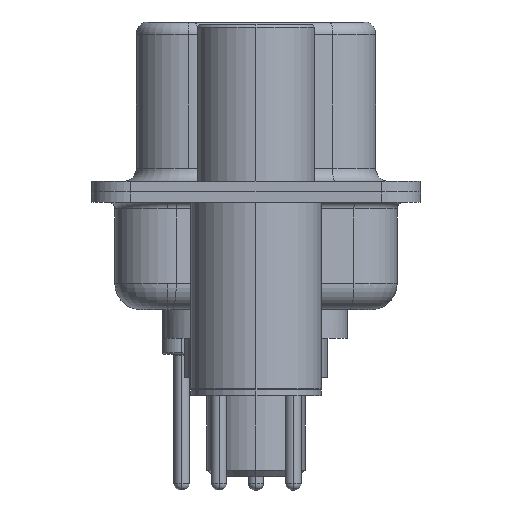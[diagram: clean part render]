
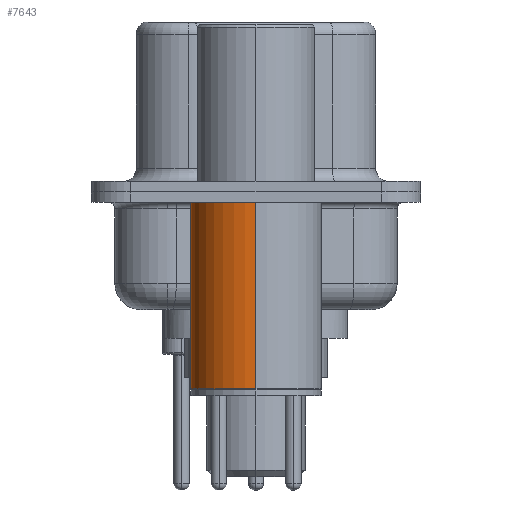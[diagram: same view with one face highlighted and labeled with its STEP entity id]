
A CAD part, left-side view. The second image highlights one B-rep face of the part: STEP entity #7643.
In plain terms, the highlighted cylindrical face has radius 2.5 mm (diameter 5 mm), a partial arc.
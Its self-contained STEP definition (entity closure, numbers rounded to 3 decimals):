
#34 = LINE ( 'NONE', #27349, #16778 ) ;
#212 = DIRECTION ( 'NONE',  ( 1., 0., 0. ) ) ;
#379 = CARTESIAN_POINT ( 'NONE',  ( 2.5, 0., 0.581 ) ) ;
#430 = VERTEX_POINT ( 'NONE', #859 ) ;
#859 = CARTESIAN_POINT ( 'NONE',  ( 2.5, 0., -7.525 ) ) ;
#4283 = CARTESIAN_POINT ( 'NONE',  ( -2.5, 0., -7.525 ) ) ;
#4461 = CARTESIAN_POINT ( 'NONE',  ( 0., 0., -7.525 ) ) ;
#5473 = FACE_OUTER_BOUND ( 'NONE', #18239, .T. ) ;
#5828 = LINE ( 'NONE', #379, #14856 ) ;
#6468 = ORIENTED_EDGE ( 'NONE', *, *, #27112, .T. ) ;
#6708 = VERTEX_POINT ( 'NONE', #4283 ) ;
#7522 = EDGE_CURVE ( 'NONE', #430, #6708, #8842, .T. ) ;
#7643 = ADVANCED_FACE ( 'NONE', ( #5473 ), #9170, .T. ) ;
#8627 = ORIENTED_EDGE ( 'NONE', *, *, #7522, .T. ) ;
#8842 = CIRCLE ( 'NONE', #18591, 2.5 ) ;
#8966 = DIRECTION ( 'NONE',  ( 0., 0., 1. ) ) ;
#9170 = CYLINDRICAL_SURFACE ( 'NONE', #20027, 2.5 ) ;
#9436 = CARTESIAN_POINT ( 'NONE',  ( 0., 0., 0.581 ) ) ;
#9450 = VERTEX_POINT ( 'NONE', #20094 ) ;
#10508 = ORIENTED_EDGE ( 'NONE', *, *, #25301, .F. ) ;
#10816 = EDGE_CURVE ( 'NONE', #430, #9450, #5828, .T. ) ;
#11545 = DIRECTION ( 'NONE',  ( 0., 0., 1. ) ) ;
#12104 = DIRECTION ( 'NONE',  ( 1., 0., 0. ) ) ;
#12318 = VERTEX_POINT ( 'NONE', #26951 ) ;
#14856 = VECTOR ( 'NONE', #21452, 1000. ) ;
#16778 = VECTOR ( 'NONE', #27447, 1000. ) ;
#18239 = EDGE_LOOP ( 'NONE', ( #8627, #6468, #10508, #22877 ) ) ;
#18591 = AXIS2_PLACEMENT_3D ( 'NONE', #4461, #8966, #212 ) ;
#18880 = CIRCLE ( 'NONE', #19884, 2.5 ) ;
#19884 = AXIS2_PLACEMENT_3D ( 'NONE', #26286, #11545, #19887 ) ;
#19887 = DIRECTION ( 'NONE',  ( 1., 0., 0. ) ) ;
#20027 = AXIS2_PLACEMENT_3D ( 'NONE', #9436, #21948, #12104 ) ;
#20094 = CARTESIAN_POINT ( 'NONE',  ( 2.5, 0., -0.4 ) ) ;
#21452 = DIRECTION ( 'NONE',  ( 0., 0., 1. ) ) ;
#21948 = DIRECTION ( 'NONE',  ( 0., 0., 1. ) ) ;
#22877 = ORIENTED_EDGE ( 'NONE', *, *, #10816, .F. ) ;
#25301 = EDGE_CURVE ( 'NONE', #9450, #12318, #18880, .T. ) ;
#26286 = CARTESIAN_POINT ( 'NONE',  ( 0., 0., -0.4 ) ) ;
#26951 = CARTESIAN_POINT ( 'NONE',  ( -2.5, 0., -0.4 ) ) ;
#27112 = EDGE_CURVE ( 'NONE', #6708, #12318, #34, .T. ) ;
#27349 = CARTESIAN_POINT ( 'NONE',  ( -2.5, 0., 0.581 ) ) ;
#27447 = DIRECTION ( 'NONE',  ( 0., 0., 1. ) ) ;
